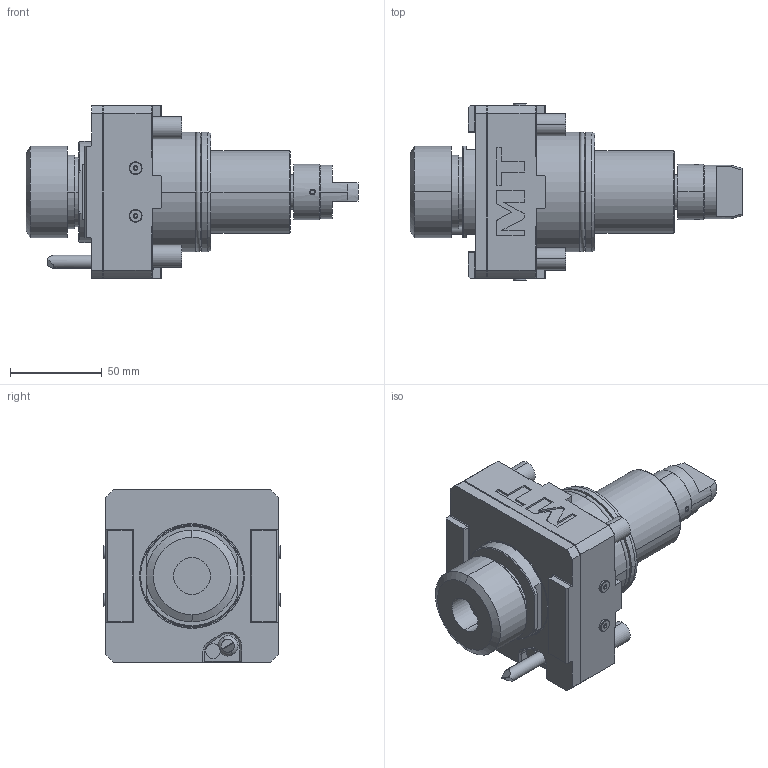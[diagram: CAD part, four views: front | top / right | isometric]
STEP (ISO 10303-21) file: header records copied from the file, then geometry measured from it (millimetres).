
FILE_DESCRIPTION((''),'2;1');
FILE_NAME('DWO1540132_CONF','2023-04-28T12:34:24',('gvalli'),('M.T. srl'),'CREO PARAMETRIC BY PTC INC, 2021072','CREO PARAMETRIC BY PTC INC, 2021072','');
FILE_SCHEMA(('CONFIG_CONTROL_DESIGN'));
Length unit declared in the file: millimetre
Products named in the file (1): DWO1540132_CONF
Bounding box: 180.66 x 96.6 x 94 mm (x, y, z)
Volume: 561323.4 mm3; surface area: 65483.8 mm2
Topology: 1 solids, 1 shells, 317 faces, 756 edges, 480 vertices
Faces by surface type: plane 167, cylinder 96, cone 30, torus 14, extrusion 4, bspline 4, sphere 2
Entity records: 10061 total; most frequent: CARTESIAN_POINT 2587, DIRECTION 1563, ORIENTED_EDGE 1512, EDGE_CURVE 756, AXIS2_PLACEMENT_3D 552, VERTEX_POINT 480, VECTOR 459, LINE 455
